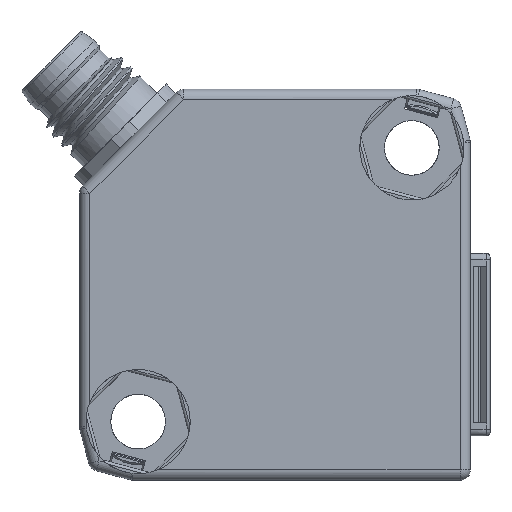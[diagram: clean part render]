
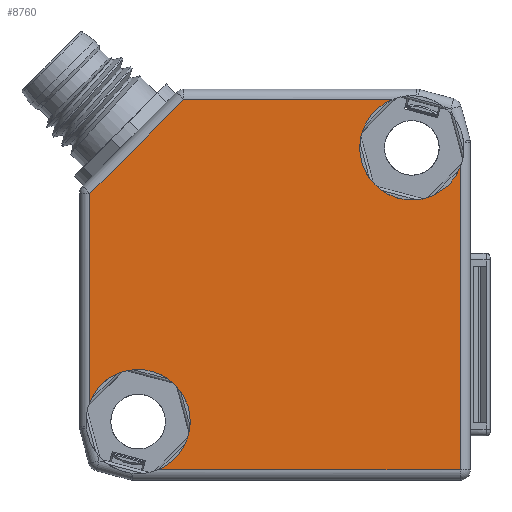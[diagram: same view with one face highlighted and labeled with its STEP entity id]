
A CAD part, front view. The second image highlights one B-rep face of the part: STEP entity #8760.
In plain terms, the highlighted planar face has unit normal (0, -1, 0).
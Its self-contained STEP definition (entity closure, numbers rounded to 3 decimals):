
#6244=DIRECTION('',(0.,0.,1.));
#6245=VECTOR('',#6244,23.18);
#6246=CARTESIAN_POINT('',(29.2,-8.1,0.8));
#6247=LINE('',#6246,#6245);
#6248=DIRECTION('',(1.,0.,0.));
#6249=VECTOR('',#6248,23.18);
#6250=CARTESIAN_POINT('',(6.02,-8.1,0.8));
#6251=LINE('',#6250,#6249);
#6252=CARTESIAN_POINT('',(4.5,-8.1,4.5));
#6253=DIRECTION('',(0.,-1.,0.));
#6254=DIRECTION('',(0.38,0.,-0.925));
#6255=AXIS2_PLACEMENT_3D('',#6252,#6253,#6254);
#6257=CARTESIAN_POINT('',(4.5,-8.1,4.5));
#6258=DIRECTION('',(0.,-1.,0.));
#6259=DIRECTION('',(0.707,0.,0.707));
#6260=AXIS2_PLACEMENT_3D('',#6257,#6258,#6259);
#6262=DIRECTION('',(0.,0.,-1.));
#6263=VECTOR('',#6262,15.975);
#6264=CARTESIAN_POINT('',(0.8,-8.1,21.995));
#6265=LINE('',#6264,#6263);
#6266=DIRECTION('',(-0.707,0.,-0.707));
#6267=VECTOR('',#6266,10.19);
#6268=CARTESIAN_POINT('',(8.005,-8.1,29.2));
#6269=LINE('',#6268,#6267);
#6270=DIRECTION('',(-1.,0.,0.));
#6271=VECTOR('',#6270,15.975);
#6272=CARTESIAN_POINT('',(23.98,-8.1,29.2));
#6273=LINE('',#6272,#6271);
#6274=CARTESIAN_POINT('',(25.5,-8.1,25.5));
#6275=DIRECTION('',(0.,-1.,0.));
#6276=DIRECTION('',(-0.38,0.,0.925));
#6277=AXIS2_PLACEMENT_3D('',#6274,#6275,#6276);
#6279=CARTESIAN_POINT('',(25.5,-8.1,25.5));
#6280=DIRECTION('',(0.,-1.,0.));
#6281=DIRECTION('',(-0.707,0.,-0.707));
#6282=AXIS2_PLACEMENT_3D('',#6279,#6280,#6281);
#6347=CARTESIAN_POINT('',(29.2,-8.1,23.98));
#6484=CARTESIAN_POINT('',(23.98,-8.1,29.2));
#7565=CARTESIAN_POINT('',(6.02,-8.1,0.8));
#7672=CARTESIAN_POINT('',(0.8,-8.1,6.02));
#8243=CARTESIAN_POINT('',(22.672,-8.1,22.672));
#8245=VERTEX_POINT('',#8243);
#8247=CARTESIAN_POINT('',(7.328,-8.1,7.328));
#8249=VERTEX_POINT('',#8247);
#8356=VERTEX_POINT('',#6347);
#8361=CARTESIAN_POINT('',(29.2,-8.1,0.8));
#8362=VERTEX_POINT('',#8361);
#8378=VERTEX_POINT('',#6484);
#8380=CARTESIAN_POINT('',(8.005,-8.1,29.2));
#8381=VERTEX_POINT('',#8380);
#8390=CARTESIAN_POINT('',(0.8,-8.1,21.995));
#8391=VERTEX_POINT('',#8390);
#8399=VERTEX_POINT('',#7672);
#8415=VERTEX_POINT('',#7565);
#8735=CARTESIAN_POINT('',(15.,-8.1,15.));
#8736=DIRECTION('',(0.,-1.,0.));
#8737=DIRECTION('',(0.707,0.,0.707));
#8738=AXIS2_PLACEMENT_3D('',#8735,#8736,#8737);
#8739=PLANE('',#8738);
#8741=ORIENTED_EDGE('',*,*,#8740,.F.);
#8743=ORIENTED_EDGE('',*,*,#8742,.F.);
#8745=ORIENTED_EDGE('',*,*,#8744,.T.);
#8747=ORIENTED_EDGE('',*,*,#8746,.T.);
#8749=ORIENTED_EDGE('',*,*,#8748,.F.);
#8751=ORIENTED_EDGE('',*,*,#8750,.F.);
#8753=ORIENTED_EDGE('',*,*,#8752,.F.);
#8755=ORIENTED_EDGE('',*,*,#8754,.T.);
#8757=ORIENTED_EDGE('',*,*,#8756,.T.);
#8758=EDGE_LOOP('',(#8741,#8743,#8745,#8747,#8749,#8751,#8753,#8755,#8757));
#8759=FACE_OUTER_BOUND('',#8758,.F.);
#6256=CIRCLE('',#6255,4.);
#6261=CIRCLE('',#6260,4.);
#6278=CIRCLE('',#6277,4.);
#6283=CIRCLE('',#6282,4.);
#8740=EDGE_CURVE('',#8362,#8356,#6247,.T.);
#8742=EDGE_CURVE('',#8415,#8362,#6251,.T.);
#8744=EDGE_CURVE('',#8415,#8249,#6256,.T.);
#8746=EDGE_CURVE('',#8249,#8399,#6261,.T.);
#8748=EDGE_CURVE('',#8391,#8399,#6265,.T.);
#8750=EDGE_CURVE('',#8381,#8391,#6269,.T.);
#8752=EDGE_CURVE('',#8378,#8381,#6273,.T.);
#8754=EDGE_CURVE('',#8378,#8245,#6278,.T.);
#8756=EDGE_CURVE('',#8245,#8356,#6283,.T.);
#8760=ADVANCED_FACE('',(#8759),#8739,.T.);
